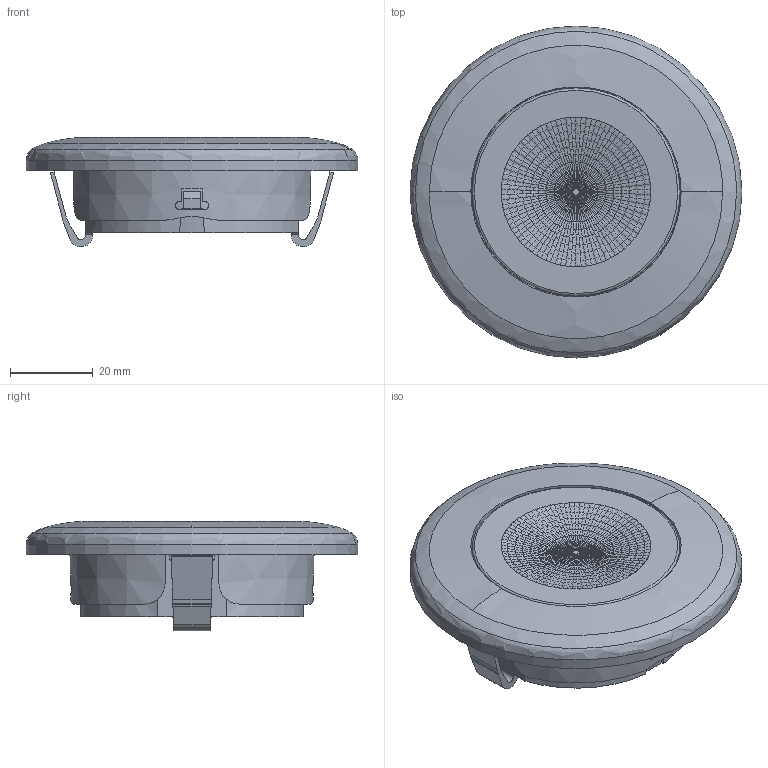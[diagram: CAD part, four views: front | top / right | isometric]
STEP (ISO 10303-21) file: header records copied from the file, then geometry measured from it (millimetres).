
FILE_DESCRIPTION(/* description */ ('Unknown'),/* implementation_level */ '2;1');
FILE_NAME(/* name */ '2024-11-14_F-190_light',/* time_stamp */ '2024-11-14T12:56:10+01:00',/* author */ ('Unknown'),/* organization */ ('Unknown'),/* preprocessor_version */ 'ST-DEVELOPER v16.7',/* originating_system */ 'Solid Edge',/* authorisation */ 'Unknown');
FILE_SCHEMA (('AUTOMOTIVE_DESIGN {1 0 10303 214 3 1 1}'));
Products named in the file (4): 2024-11-14_F-190_light; 14-08-23_F-190_Dekorring_light; 14-08-23_F-190_Linse_light; Verguss
Assembly tree (3 placements, depth 2):
  2024-11-14_F-190_light
    14-08-23_F-190_Dekorring_light
    14-08-23_F-190_Linse_light
    Verguss
Bounding box: 80 x 80 x 26.43 mm (x, y, z)
Volume: 71586.1 mm3; surface area: 27571.7 mm2
Topology: 3 solids, 3 shells, 1062 faces, 2467 edges, 1414 vertices
Faces by surface type: bspline 802, cylinder 138, plane 104, cone 15, torus 3
Full cylindrical faces by diameter (mm): 54.8 x1, 80 x1
Entity records: 55098 total; most frequent: CARTESIAN_POINT 37532, ORIENTED_EDGE 4910, EDGE_CURVE 2455, B_SPLINE_CURVE_WITH_KNOTS 1979, VERTEX_POINT 1410, DIRECTION 1211, EDGE_LOOP 1079, FACE_BOUND 1079
